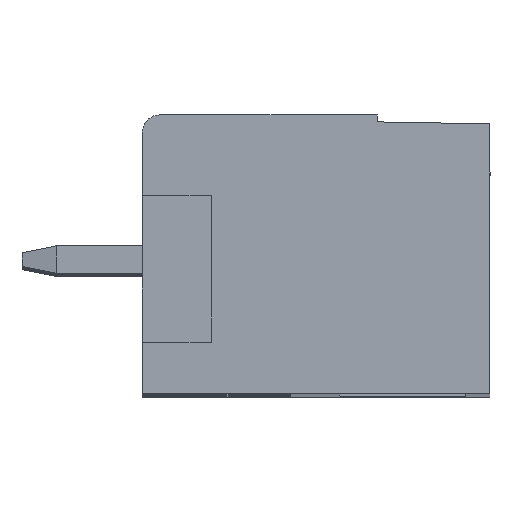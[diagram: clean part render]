
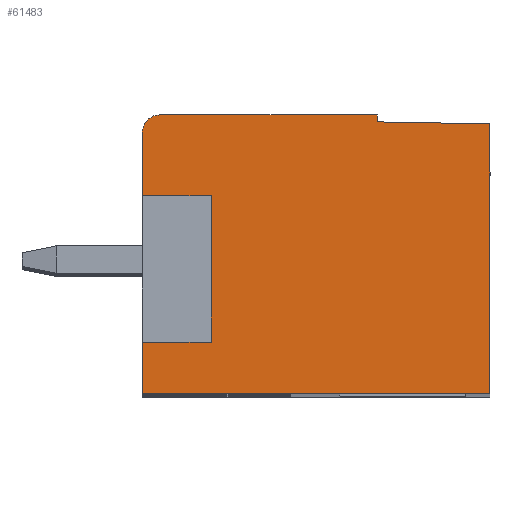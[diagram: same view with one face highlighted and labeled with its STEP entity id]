
A CAD part, top view. The second image highlights one B-rep face of the part: STEP entity #61483.
In plain terms, the highlighted planar face has unit normal (0, 0, 1).
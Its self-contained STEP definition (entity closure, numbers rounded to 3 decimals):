
#5=DIRECTION('',(0.,1.,0.));
#6=VECTOR('',#5,7.84);
#7=CARTESIAN_POINT('',(-10.615,0.099,168.212));
#8=LINE('',#7,#6);
#529=DIRECTION('',(0.,1.,0.));
#530=VECTOR('',#529,0.202);
#531=CARTESIAN_POINT('',(-13.889,7.997,168.212));
#532=LINE('',#531,#530);
#597=DIRECTION('',(0.,-1.,0.));
#598=VECTOR('',#597,1.85);
#599=CARTESIAN_POINT('',(-20.715,7.699,168.212));
#600=LINE('',#599,#598);
#613=DIRECTION('',(0.,-1.,0.));
#614=VECTOR('',#613,1.5);
#615=CARTESIAN_POINT('',(-20.715,1.599,168.212));
#616=LINE('',#615,#614);
#2181=DIRECTION('',(1.,0.,0.));
#2182=VECTOR('',#2181,10.1);
#2183=CARTESIAN_POINT('',(-20.715,0.099,
168.212));
#2184=LINE('',#2183,#2182);
#22150=DIRECTION('',(0.,1.,0.));
#22151=VECTOR('',#22150,4.25);
#22152=CARTESIAN_POINT('',(-18.715,1.599,
168.212));
#22153=LINE('',#22152,#22151);
#22154=DIRECTION('',(-1.,0.,0.));
#22155=VECTOR('',#22154,2.);
#22156=CARTESIAN_POINT('',(-18.715,5.849,
168.212));
#22157=LINE('',#22156,#22155);
#22158=CARTESIAN_POINT('',(-20.215,7.699,
168.212));
#22159=DIRECTION('',(0.,0.,-1.));
#22160=DIRECTION('',(-1.,0.,0.));
#22161=AXIS2_PLACEMENT_3D('',#22158,#22159,#22160);
#22163=DIRECTION('',(1.,0.,0.));
#22164=VECTOR('',#22163,6.326);
#22165=CARTESIAN_POINT('',(-20.215,8.199,
168.212));
#22166=LINE('',#22165,#22164);
#22167=DIRECTION('',(1.,-0.017,0.));
#22168=VECTOR('',#22167,3.274);
#22169=CARTESIAN_POINT('',(-13.889,7.997,
168.212));
#22170=LINE('',#22169,#22168);
#22171=DIRECTION('',(-1.,0.,0.));
#22172=VECTOR('',#22171,2.);
#22173=CARTESIAN_POINT('',(-18.715,1.599,
168.212));
#22174=LINE('',#22173,#22172);
#22195=CARTESIAN_POINT('',(-10.615,0.099,
168.212));
#22196=CARTESIAN_POINT('',(-10.615,7.94,
168.212));
#22197=VERTEX_POINT('',#22195);
#22198=VERTEX_POINT('',#22196);
#22271=CARTESIAN_POINT('',(-20.715,0.099,
168.212));
#22272=VERTEX_POINT('',#22271);
#22538=CARTESIAN_POINT('',(-13.889,7.997,
168.212));
#22539=VERTEX_POINT('',#22538);
#22540=CARTESIAN_POINT('',(-20.715,1.599,
168.212));
#22541=VERTEX_POINT('',#22540);
#22542=CARTESIAN_POINT('',(-18.715,1.599,
168.212));
#22543=VERTEX_POINT('',#22542);
#22544=CARTESIAN_POINT('',(-18.715,5.849,
168.212));
#22545=VERTEX_POINT('',#22544);
#22546=CARTESIAN_POINT('',(-20.715,5.849,
168.212));
#22547=VERTEX_POINT('',#22546);
#22548=CARTESIAN_POINT('',(-20.715,7.699,
168.212));
#22549=VERTEX_POINT('',#22548);
#22550=CARTESIAN_POINT('',(-20.215,8.199,
168.212));
#22551=VERTEX_POINT('',#22550);
#22552=CARTESIAN_POINT('',(-13.889,8.199,
168.212));
#22553=VERTEX_POINT('',#22552);
#61462=CARTESIAN_POINT('',(-10.615,0.099,
168.212));
#61463=DIRECTION('',(0.,0.,-1.));
#61464=DIRECTION('',(0.,1.,0.));
#61465=AXIS2_PLACEMENT_3D('',#61462,#61463,#61464);
#61466=PLANE('',#61465);
#61467=ORIENTED_EDGE('',*,*,#29039,.F.);
#61468=ORIENTED_EDGE('',*,*,#31694,.F.);
#61469=ORIENTED_EDGE('',*,*,#29604,.F.);
#61471=ORIENTED_EDGE('',*,*,#61470,.F.);
#61473=ORIENTED_EDGE('',*,*,#61472,.T.);
#61475=ORIENTED_EDGE('',*,*,#61474,.T.);
#61476=ORIENTED_EDGE('',*,*,#29596,.F.);
#61477=ORIENTED_EDGE('',*,*,#29561,.T.);
#61478=ORIENTED_EDGE('',*,*,#29546,.T.);
#61479=ORIENTED_EDGE('',*,*,#29531,.F.);
#61480=ORIENTED_EDGE('',*,*,#29516,.T.);
#61481=EDGE_LOOP('',(#61467,#61468,#61469,#61471,#61473,#61475,#61476,#61477,
#61478,#61479,#61480));
#61482=FACE_OUTER_BOUND('',#61481,.F.);
#22162=CIRCLE('',#22161,0.5);
#29039=EDGE_CURVE('',#22197,#22198,#8,.T.);
#29516=EDGE_CURVE('',#22539,#22198,#22170,.T.);
#29531=EDGE_CURVE('',#22539,#22553,#532,.T.);
#29546=EDGE_CURVE('',#22551,#22553,#22166,.T.);
#29561=EDGE_CURVE('',#22549,#22551,#22162,.T.);
#29596=EDGE_CURVE('',#22549,#22547,#600,.T.);
#29604=EDGE_CURVE('',#22541,#22272,#616,.T.);
#31694=EDGE_CURVE('',#22272,#22197,#2184,.T.);
#61470=EDGE_CURVE('',#22543,#22541,#22174,.T.);
#61472=EDGE_CURVE('',#22543,#22545,#22153,.T.);
#61474=EDGE_CURVE('',#22545,#22547,#22157,.T.);
#61483=ADVANCED_FACE('',(#61482),#61466,.F.);
